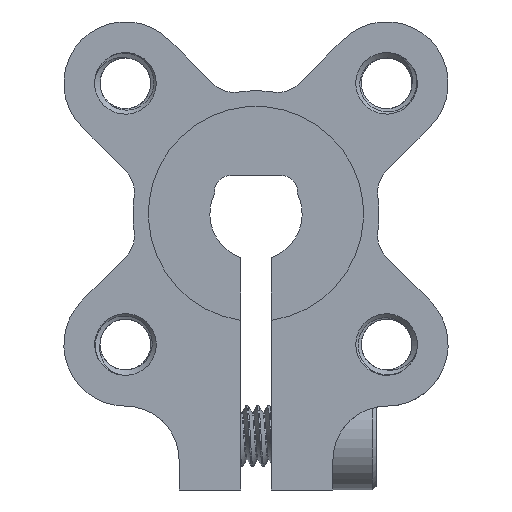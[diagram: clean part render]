
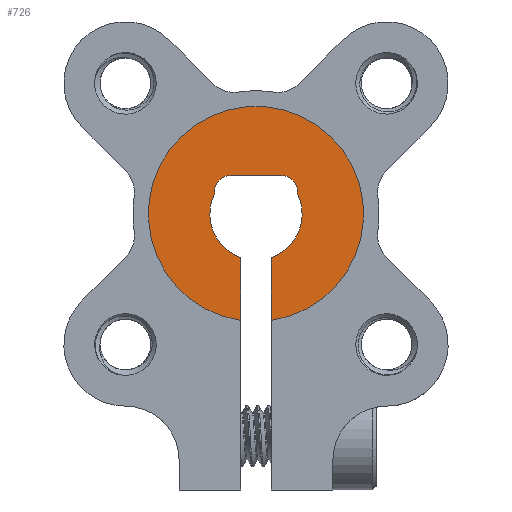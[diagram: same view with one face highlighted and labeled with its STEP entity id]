
A CAD part, front view. The second image highlights one B-rep face of the part: STEP entity #726.
In plain terms, the highlighted planar face has unit normal (0, -1, 0).
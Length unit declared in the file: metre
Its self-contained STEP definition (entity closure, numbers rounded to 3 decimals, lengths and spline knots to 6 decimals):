
#726 = ADVANCED_FACE( 'NONE', ( #1159 ), #1160, .F. );
#1159 = FACE_OUTER_BOUND( '', #4406, .T. );
#1160 = PLANE( '', #4407 );
#4406 = EDGE_LOOP( '', ( #7273, #7274, #7275, #7276, #7277, #7278, #7279, #7280 ) );
#4407 = AXIS2_PLACEMENT_3D( '', #7281, #7282, #7283 );
#7273 = ORIENTED_EDGE( '', *, *, #8599, .F. );
#7274 = ORIENTED_EDGE( '', *, *, #8727, .F. );
#7275 = ORIENTED_EDGE( '', *, *, #8728, .T. );
#7276 = ORIENTED_EDGE( '', *, *, #8054, .F. );
#7277 = ORIENTED_EDGE( '', *, *, #8516, .F. );
#7278 = ORIENTED_EDGE( '', *, *, #7992, .T. );
#7279 = ORIENTED_EDGE( '', *, *, #8069, .F. );
#7280 = ORIENTED_EDGE( '', *, *, #8399, .T. );
#7281 = CARTESIAN_POINT( '', ( 0., 0., 0. ) );
#7282 = DIRECTION( '', ( 0., 1., 0. ) );
#7283 = DIRECTION( '', ( 1., 0., 0. ) );
#7992 = EDGE_CURVE( 'NONE', #9129, #9127, #9130, .T. );
#8054 = EDGE_CURVE( 'NONE', #9242, #9243, #9244, .T. );
#8069 = EDGE_CURVE( 'NONE', #9267, #9127, #9268, .T. );
#8399 = EDGE_CURVE( 'NONE', #9267, #9887, #9889, .T. );
#8516 = EDGE_CURVE( 'NONE', #9129, #9242, #10089, .T. );
#8599 = EDGE_CURVE( 'NONE', #10239, #9887, #10241, .T. );
#8727 = EDGE_CURVE( 'NONE', #10479, #10239, #10480, .T. );
#8728 = EDGE_CURVE( 'NONE', #10479, #9243, #10481, .T. );
#9127 = VERTEX_POINT( 'NONE', #11882 );
#9129 = VERTEX_POINT( 'NONE', #11885 );
#9130 = LINE( '', #11886, #11887 );
#9242 = VERTEX_POINT( 'NONE', #12534 );
#9243 = VERTEX_POINT( 'NONE', #12535 );
#9244 = CIRCLE( '', #12536, 0.001 );
#9267 = VERTEX_POINT( 'NONE', #12596 );
#9268 = CIRCLE( '', #12597, 0.00699 );
#9887 = VERTEX_POINT( 'NONE', #16843 );
#9889 = LINE( '', #16846, #16847 );
#10089 = CIRCLE( '', #18039, 0.003 );
#10239 = VERTEX_POINT( 'NONE', #19193 );
#10241 = CIRCLE( '', #19196, 0.003 );
#10479 = VERTEX_POINT( 'NONE', #20895 );
#10480 = CIRCLE( '', #20896, 0.001 );
#10481 = LINE( '', #20897, #20898 );
#11882 = CARTESIAN_POINT( '', ( 0.001, 0., -0.006918 ) );
#11885 = CARTESIAN_POINT( '', ( 0.001, 0., -0.002828 ) );
#11886 = CARTESIAN_POINT( '', ( 0.001, 0., 0. ) );
#11887 = VECTOR( '', #23496, 1. );
#12534 = CARTESIAN_POINT( '', ( 0.002679, 0., 0.001349 ) );
#12535 = CARTESIAN_POINT( '', ( 0.001688, 0., 0.00248 ) );
#12536 = AXIS2_PLACEMENT_3D( '', #23523, #23524, #23525 );
#12596 = CARTESIAN_POINT( '', ( -0.001, 0., -0.006918 ) );
#12597 = AXIS2_PLACEMENT_3D( '', #23543, #23544, #23545 );
#16843 = CARTESIAN_POINT( '', ( -0.001, 0., -0.002828 ) );
#16846 = CARTESIAN_POINT( '', ( -0.001, 0., 0. ) );
#16847 = VECTOR( '', #23642, 1. );
#18039 = AXIS2_PLACEMENT_3D( '', #23725, #23726, #23727 );
#19193 = CARTESIAN_POINT( '', ( -0.002679, 0., 0.001349 ) );
#19196 = AXIS2_PLACEMENT_3D( '', #23748, #23749, #23750 );
#20895 = CARTESIAN_POINT( '', ( -0.001688, 0., 0.00248 ) );
#20896 = AXIS2_PLACEMENT_3D( '', #23781, #23782, #23783 );
#20897 = CARTESIAN_POINT( '', ( 0., 0., 0.00248 ) );
#20898 = VECTOR( '', #23784, 1. );
#23496 = DIRECTION( '', ( 0., 0., -1. ) );
#23523 = CARTESIAN_POINT( '', ( 0.001688, 0., 0.00148 ) );
#23524 = DIRECTION( '', ( 0., -1., 0. ) );
#23525 = DIRECTION( '', ( 0., 0., -1. ) );
#23543 = CARTESIAN_POINT( '', ( 0., 0., 0. ) );
#23544 = DIRECTION( '', ( 0., 1., 0. ) );
#23545 = DIRECTION( '', ( 0., 0., 1. ) );
#23642 = DIRECTION( '', ( 0., 0., 1. ) );
#23725 = CARTESIAN_POINT( '', ( 0., 0., 0. ) );
#23726 = DIRECTION( '', ( 0., -1., 0. ) );
#23727 = DIRECTION( '', ( 0., 0., -1. ) );
#23748 = CARTESIAN_POINT( '', ( 0., 0., 0. ) );
#23749 = DIRECTION( '', ( 0., -1., 0. ) );
#23750 = DIRECTION( '', ( 0., 0., -1. ) );
#23781 = CARTESIAN_POINT( '', ( -0.001688, 0., 0.00148 ) );
#23782 = DIRECTION( '', ( 0., -1., 0. ) );
#23783 = DIRECTION( '', ( 0., 0., 1. ) );
#23784 = DIRECTION( '', ( 1., 0., 0. ) );
